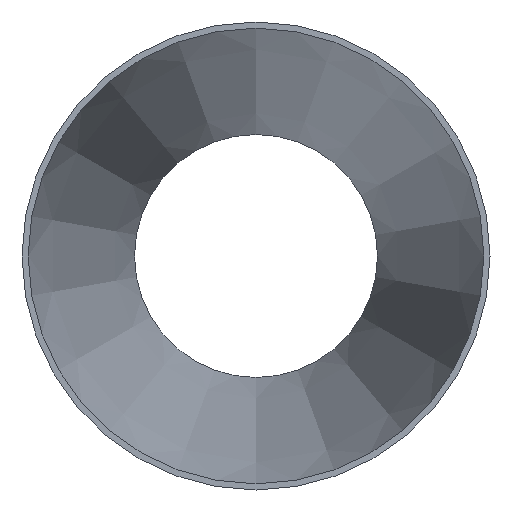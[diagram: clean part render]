
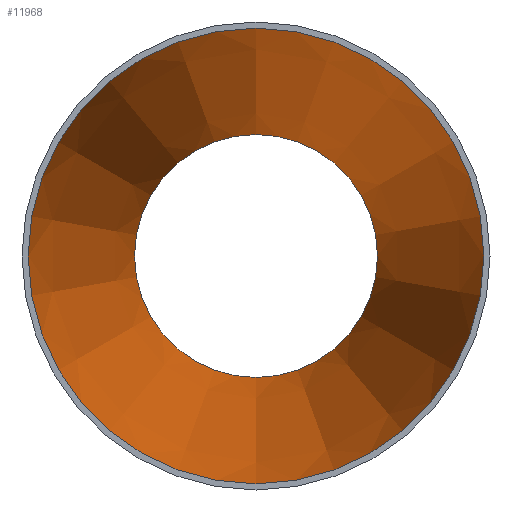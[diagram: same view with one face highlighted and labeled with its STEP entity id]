
A CAD part, front view. The second image highlights one B-rep face of the part: STEP entity #11968.
In plain terms, the highlighted conical face has half-angle 9.462 degrees and reference radius 74.972 mm.
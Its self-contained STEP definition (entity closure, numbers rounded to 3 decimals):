
#1973 = DIRECTION ( 'NONE',  ( 0., 0., -1. ) ) ;
#2224 = CONICAL_SURFACE ( 'NONE', #6506, 74.972, 0.165 ) ;
#2287 = DIRECTION ( 'NONE',  ( 0., 0., -1. ) ) ;
#3344 = EDGE_LOOP ( 'NONE', ( #8326 ) ) ;
#3453 = VERTEX_POINT ( 'NONE', #7722 ) ;
#3471 = DIRECTION ( 'NONE',  ( 0., -1., 0. ) ) ;
#3721 = DIRECTION ( 'NONE',  ( 0., -1., 0. ) ) ;
#4895 = CARTESIAN_POINT ( 'NONE',  ( 0., 0., -74.972 ) ) ;
#4984 = VERTEX_POINT ( 'NONE', #4895 ) ;
#6183 = FACE_BOUND ( 'NONE', #14467, .T. ) ;
#6506 = AXIS2_PLACEMENT_3D ( 'NONE', #7690, #11572, #1973 ) ;
#7690 = CARTESIAN_POINT ( 'NONE',  ( 0., 0., 0. ) ) ;
#7722 = CARTESIAN_POINT ( 'NONE',  ( 0., 210., -39.972 ) ) ;
#7820 = CIRCLE ( 'NONE', #9800, 74.972 ) ;
#8326 = ORIENTED_EDGE ( 'NONE', *, *, #11071, .T. ) ;
#8857 = ORIENTED_EDGE ( 'NONE', *, *, #17156, .F. ) ;
#9800 = AXIS2_PLACEMENT_3D ( 'NONE', #14266, #3721, #2287 ) ;
#10532 = CIRCLE ( 'NONE', #15045, 39.972 ) ;
#11071 = EDGE_CURVE ( 'NONE', #4984, #4984, #7820, .T. ) ;
#11572 = DIRECTION ( 'NONE',  ( 0., -1., 0. ) ) ;
#11968 = ADVANCED_FACE ( 'NONE', ( #6183, #14307 ), #2224, .F. ) ;
#14266 = CARTESIAN_POINT ( 'NONE',  ( 0., 0., 0. ) ) ;
#14307 = FACE_OUTER_BOUND ( 'NONE', #3344, .T. ) ;
#14467 = EDGE_LOOP ( 'NONE', ( #8857 ) ) ;
#15045 = AXIS2_PLACEMENT_3D ( 'NONE', #15619, #3471, #17554 ) ;
#15619 = CARTESIAN_POINT ( 'NONE',  ( 0., 210., 0. ) ) ;
#17156 = EDGE_CURVE ( 'NONE', #3453, #3453, #10532, .T. ) ;
#17554 = DIRECTION ( 'NONE',  ( 0., 0., -1. ) ) ;
